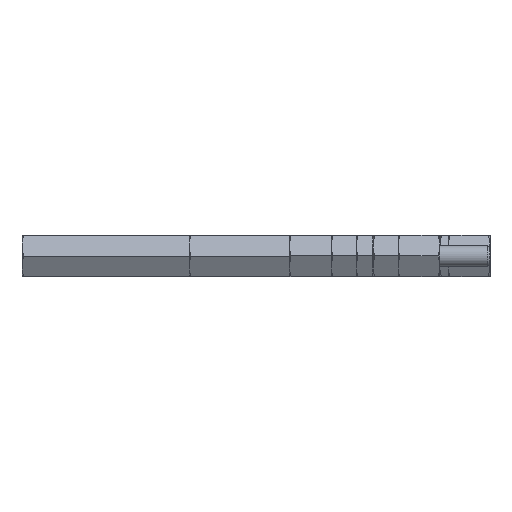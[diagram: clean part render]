
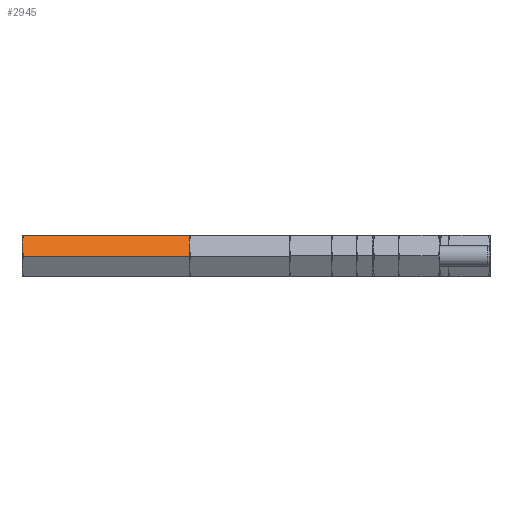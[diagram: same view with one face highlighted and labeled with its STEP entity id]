
A CAD part, left-side view. The second image highlights one B-rep face of the part: STEP entity #2945.
In plain terms, the highlighted face is planar.
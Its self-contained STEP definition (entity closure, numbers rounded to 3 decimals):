
#191=LINE('',#4913,#299);
#193=LINE('',#4931,#301);
#194=LINE('',#4932,#302);
#299=VECTOR('',#3866,10.);
#301=VECTOR('',#3890,10.);
#302=VECTOR('',#3891,10.);
#412=PLANE('',#3319);
#754=FACE_OUTER_BOUND('',#997,.T.);
#997=EDGE_LOOP('',(#2400,#2401,#2402,#2403,#2404,#2405));
#1203=(
BOUNDED_CURVE()
B_SPLINE_CURVE(2,(#4856,#4857,#4858),.UNSPECIFIED.,.F.,.F.)
B_SPLINE_CURVE_WITH_KNOTS((3,3),(0.,0.113),.UNSPECIFIED.)
CURVE()
GEOMETRIC_REPRESENTATION_ITEM()
RATIONAL_B_SPLINE_CURVE((1.,1.025,1.007))
REPRESENTATION_ITEM('')
);
#1205=(
BOUNDED_CURVE()
B_SPLINE_CURVE(2,(#4867,#4868,#4869),.UNSPECIFIED.,.F.,.F.)
B_SPLINE_CURVE_WITH_KNOTS((3,3),(0.019,0.132),
 .UNSPECIFIED.)
CURVE()
GEOMETRIC_REPRESENTATION_ITEM()
RATIONAL_B_SPLINE_CURVE((1.007,1.025,1.))
REPRESENTATION_ITEM('')
);
#1207=(
BOUNDED_CURVE()
B_SPLINE_CURVE(2,(#4878,#4879,#4880),.UNSPECIFIED.,.F.,.F.)
B_SPLINE_CURVE_WITH_KNOTS((3,3),(0.018,0.317),
 .UNSPECIFIED.)
CURVE()
GEOMETRIC_REPRESENTATION_ITEM()
RATIONAL_B_SPLINE_CURVE((1.02,1.178,1.02))
REPRESENTATION_ITEM('')
);
#1444=VERTEX_POINT('',#4854);
#1445=VERTEX_POINT('',#4855);
#1447=VERTEX_POINT('',#4865);
#1448=VERTEX_POINT('',#4866);
#1450=VERTEX_POINT('',#4876);
#1451=VERTEX_POINT('',#4877);
#1777=EDGE_CURVE('',#1444,#1445,#1203,.T.);
#1780=EDGE_CURVE('',#1447,#1448,#1205,.T.);
#1783=EDGE_CURVE('',#1450,#1451,#1207,.T.);
#1797=EDGE_CURVE('',#1447,#1451,#191,.T.);
#1804=EDGE_CURVE('',#1448,#1444,#193,.T.);
#1805=EDGE_CURVE('',#1445,#1450,#194,.T.);
#2400=ORIENTED_EDGE('',*,*,#1780,.T.);
#2401=ORIENTED_EDGE('',*,*,#1804,.T.);
#2402=ORIENTED_EDGE('',*,*,#1777,.T.);
#2403=ORIENTED_EDGE('',*,*,#1805,.T.);
#2404=ORIENTED_EDGE('',*,*,#1783,.T.);
#2405=ORIENTED_EDGE('',*,*,#1797,.F.);
#2945=ADVANCED_FACE('',(#754),#412,.T.);
#3319=AXIS2_PLACEMENT_3D('',#4930,#3888,#3889);
#3866=DIRECTION('',(0.,0.,-1.));
#3888=DIRECTION('center_axis',(0.,-1.,0.));
#3889=DIRECTION('ref_axis',(-1.,0.,0.));
#3890=DIRECTION('',(-1.,0.,0.));
#3891=DIRECTION('',(0.,0.,-1.));
#4854=CARTESIAN_POINT('',(-0.353,-2.5,0.));
#4855=CARTESIAN_POINT('',(-1.443,-2.5,-0.21));
#4856=CARTESIAN_POINT('Ctrl Pts',(-0.353,-2.5,
0.));
#4857=CARTESIAN_POINT('Ctrl Pts',(-0.862,-2.5,
-0.041));
#4858=CARTESIAN_POINT('Ctrl Pts',(-1.443,-2.5,-0.21));
#4865=CARTESIAN_POINT('',(1.443,-2.5,-0.21));
#4866=CARTESIAN_POINT('',(0.353,-2.5,0.));
#4867=CARTESIAN_POINT('Ctrl Pts',(1.443,-2.5,-0.21));
#4868=CARTESIAN_POINT('Ctrl Pts',(0.862,-2.5,-0.041));
#4869=CARTESIAN_POINT('Ctrl Pts',(0.353,-2.5,0.));
#4876=CARTESIAN_POINT('',(-1.443,-2.5,-49.757));
#4877=CARTESIAN_POINT('',(1.443,-2.5,-49.757));
#4878=CARTESIAN_POINT('Ctrl Pts',(-1.443,-2.5,-49.757));
#4879=CARTESIAN_POINT('Ctrl Pts',(0.,-2.5,
-50.176));
#4880=CARTESIAN_POINT('Ctrl Pts',(1.443,-2.5,-49.757));
#4913=CARTESIAN_POINT('',(1.443,-2.5,0.));
#4930=CARTESIAN_POINT('Origin',(1.443,-2.5,0.));
#4931=CARTESIAN_POINT('',(1.443,-2.5,0.));
#4932=CARTESIAN_POINT('',(-1.443,-2.5,0.));
